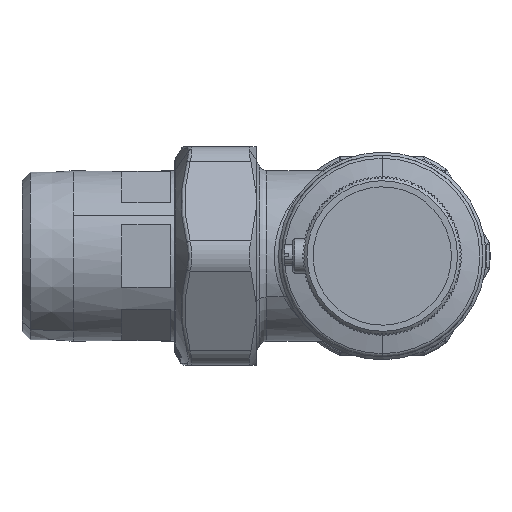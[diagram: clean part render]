
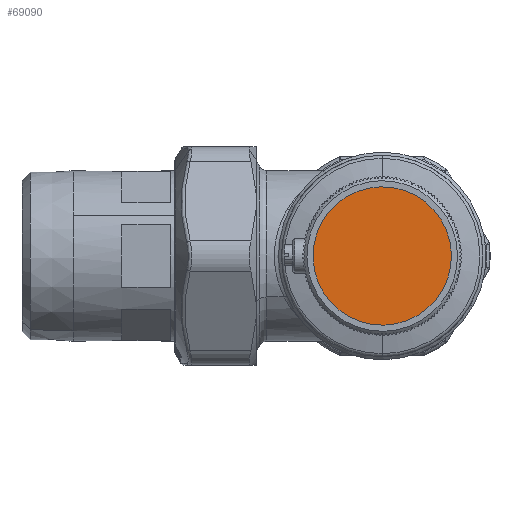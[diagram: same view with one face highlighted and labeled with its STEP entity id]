
A CAD part, left-side view. The second image highlights one B-rep face of the part: STEP entity #69090.
In plain terms, the highlighted planar face has unit normal (-1, 0, 0).
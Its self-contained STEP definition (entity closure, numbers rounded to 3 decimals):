
#69067=CARTESIAN_POINT('Axis2P3D Location',(-116.5,0.,0.)) ;
#69072=CARTESIAN_POINT('Axis2P3D Location',(-116.5,0.,0.)) ;
#69076=CARTESIAN_POINT('Vertex',(-116.5,14.919,8.15)) ;
#69078=CARTESIAN_POINT('Vertex',(-116.5,-14.919,-8.15)) ;
#69081=CARTESIAN_POINT('Axis2P3D Location',(-116.5,0.,0.)) ;
#69068=DIRECTION('Axis2P3D Direction',(1.,0.,0.)) ;
#69069=DIRECTION('Axis2P3D XDirection',(0.,1.,0.)) ;
#69073=DIRECTION('Axis2P3D Direction',(1.,0.,0.)) ;
#69082=DIRECTION('Axis2P3D Direction',(1.,0.,0.)) ;
#69070=AXIS2_PLACEMENT_3D('Plane Axis2P3D',#69067,#69068,#69069) ;
#69074=AXIS2_PLACEMENT_3D('Circle Axis2P3D',#69072,#69073,$) ;
#69083=AXIS2_PLACEMENT_3D('Circle Axis2P3D',#69081,#69082,$) ;
#69087=ORIENTED_EDGE('',*,*,#69080,.F.) ;
#69088=ORIENTED_EDGE('',*,*,#69085,.F.) ;
#69090=ADVANCED_FACE('PartBody',(#69089),#69071,.F.) ;
#69075=CIRCLE('generated circle',#69074,17.) ;
#69084=CIRCLE('generated circle',#69083,17.) ;
#69080=EDGE_CURVE('',#69077,#69079,#69075,.T.) ;
#69085=EDGE_CURVE('',#69079,#69077,#69084,.T.) ;
#69086=EDGE_LOOP('',(#69087,#69088)) ;
#69089=FACE_OUTER_BOUND('',#69086,.T.) ;
#69071=PLANE('',#69070) ;
#69077=VERTEX_POINT('',#69076) ;
#69079=VERTEX_POINT('',#69078) ;
